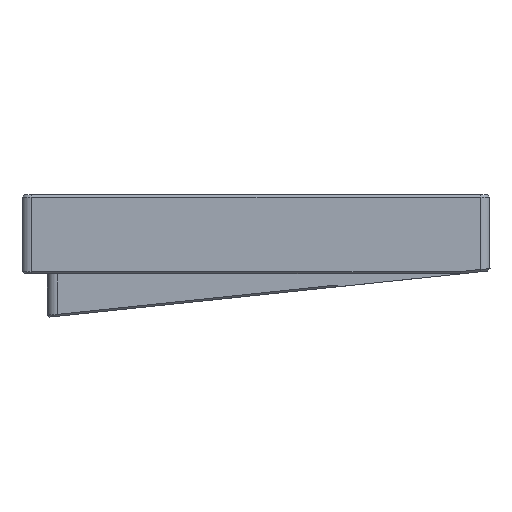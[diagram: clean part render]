
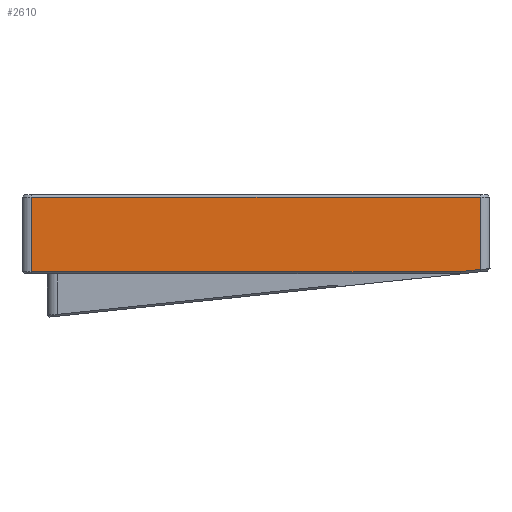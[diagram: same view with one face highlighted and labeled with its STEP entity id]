
A CAD part, left-side view. The second image highlights one B-rep face of the part: STEP entity #2610.
In plain terms, the highlighted planar face has unit normal (-1, 0, 0).
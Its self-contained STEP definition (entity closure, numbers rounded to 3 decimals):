
#164=PLANE('',#2832);
#300=VECTOR('',#3284,1.);
#304=VECTOR('',#3296,1.);
#305=VECTOR('',#3297,1.);
#306=VECTOR('',#3298,1.);
#307=VECTOR('',#3299,1.);
#530=LINE('',#4060,#300);
#534=LINE('',#4071,#304);
#535=LINE('',#4073,#305);
#536=LINE('',#4075,#306);
#537=LINE('',#4077,#307);
#799=VERTEX_POINT('',#4045);
#803=VERTEX_POINT('',#4057);
#807=VERTEX_POINT('',#4072);
#808=VERTEX_POINT('',#4074);
#809=VERTEX_POINT('',#4076);
#1222=EDGE_CURVE('',#799,#803,#530,.T.);
#1228=EDGE_CURVE('',#799,#807,#534,.T.);
#1229=EDGE_CURVE('',#807,#808,#535,.T.);
#1230=EDGE_CURVE('',#808,#809,#536,.T.);
#1231=EDGE_CURVE('',#809,#803,#537,.T.);
#1707=ORIENTED_EDGE('',*,*,#1222,.F.);
#1708=ORIENTED_EDGE('',*,*,#1228,.T.);
#1709=ORIENTED_EDGE('',*,*,#1229,.T.);
#1710=ORIENTED_EDGE('',*,*,#1230,.T.);
#1711=ORIENTED_EDGE('',*,*,#1231,.T.);
#2285=EDGE_LOOP('',(#1707,#1708,#1709,#1710,#1711));
#2451=FACE_BOUND('',#2285,.T.);
#2610=ADVANCED_FACE('',(#2451),#164,.T.);
#2832=AXIS2_PLACEMENT_3D('',#4070,#3295,$);
#3284=DIRECTION('',(0.,-1.,0.));
#3295=DIRECTION('',(-1.,0.,0.));
#3296=DIRECTION('',(0.,0.,-1.));
#3297=DIRECTION('',(0.,-1.,0.));
#3298=DIRECTION('',(0.,-0.995,0.105));
#3299=DIRECTION('',(0.,0.,1.));
#4045=CARTESIAN_POINT('',(-147.85,52.85,28.947));
#4057=CARTESIAN_POINT('',(-147.85,-52.85,28.947));
#4060=CARTESIAN_POINT('',(-147.85,0.,28.947));
#4070=CARTESIAN_POINT('',(-147.85,0.,-0.002));
#4071=CARTESIAN_POINT('',(-147.85,52.85,29.647));
#4072=CARTESIAN_POINT('',(-147.85,52.85,11.402));
#4073=CARTESIAN_POINT('',(-147.85,52.85,11.402));
#4074=CARTESIAN_POINT('',(-147.85,-48.071,11.402));
#4075=CARTESIAN_POINT('',(-147.85,-48.071,11.402));
#4076=CARTESIAN_POINT('',(-147.85,-52.85,11.904));
#4077=CARTESIAN_POINT('',(-147.85,-52.85,11.904));
